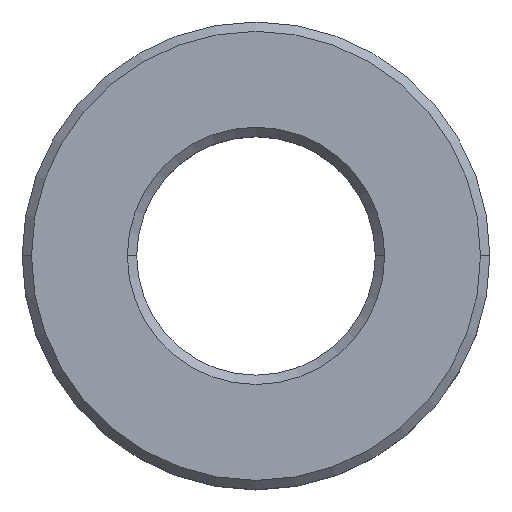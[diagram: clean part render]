
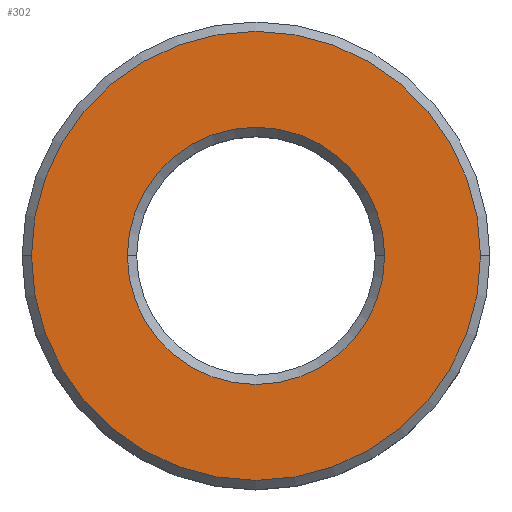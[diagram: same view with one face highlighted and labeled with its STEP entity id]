
A CAD part, top view. The second image highlights one B-rep face of the part: STEP entity #302.
In plain terms, the highlighted planar face has unit normal (0, 0, 1).
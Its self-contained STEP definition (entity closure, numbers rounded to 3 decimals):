
#25 = VERTEX_POINT ( 'NONE', #123 ) ;
#43 = CARTESIAN_POINT ( 'NONE',  ( 2.75, 0., 3.175 ) ) ;
#44 = CARTESIAN_POINT ( 'NONE',  ( -4.8, 0., 3.175 ) ) ;
#57 = CIRCLE ( 'NONE', #429, 2.75 ) ;
#71 = AXIS2_PLACEMENT_3D ( 'NONE', #416, #355, #390 ) ;
#76 = DIRECTION ( 'NONE',  ( 0., 0., 1. ) ) ;
#91 = AXIS2_PLACEMENT_3D ( 'NONE', #119, #76, #281 ) ;
#97 = CIRCLE ( 'NONE', #218, 2.75 ) ;
#100 = AXIS2_PLACEMENT_3D ( 'NONE', #443, #445, #329 ) ;
#119 = CARTESIAN_POINT ( 'NONE',  ( 0., 0., 3.175 ) ) ;
#123 = CARTESIAN_POINT ( 'NONE',  ( -2.75, 0., 3.175 ) ) ;
#132 = DIRECTION ( 'NONE',  ( 1., 0., 0. ) ) ;
#135 = DIRECTION ( 'NONE',  ( 0., 0., -1. ) ) ;
#138 = VERTEX_POINT ( 'NONE', #44 ) ;
#139 = CARTESIAN_POINT ( 'NONE',  ( 0., 0., 3.175 ) ) ;
#167 = EDGE_CURVE ( 'NONE', #321, #138, #343, .T. ) ;
#174 = CARTESIAN_POINT ( 'NONE',  ( 0., 0., 3.175 ) ) ;
#187 = ORIENTED_EDGE ( 'NONE', *, *, #368, .T. ) ;
#198 = CIRCLE ( 'NONE', #71, 4.8 ) ;
#218 = AXIS2_PLACEMENT_3D ( 'NONE', #139, #307, #300 ) ;
#219 = EDGE_CURVE ( 'NONE', #25, #400, #97, .T. ) ;
#220 = ORIENTED_EDGE ( 'NONE', *, *, #167, .T. ) ;
#253 = EDGE_LOOP ( 'NONE', ( #187, #431 ) ) ;
#271 = CARTESIAN_POINT ( 'NONE',  ( 4.8, 0., 3.175 ) ) ;
#272 = EDGE_LOOP ( 'NONE', ( #442, #220 ) ) ;
#281 = DIRECTION ( 'NONE',  ( 1., 0., 0. ) ) ;
#300 = DIRECTION ( 'NONE',  ( 1., 0., 0. ) ) ;
#302 = ADVANCED_FACE ( 'NONE', ( #316, #339 ), #415, .T. ) ;
#307 = DIRECTION ( 'NONE',  ( 0., 0., -1. ) ) ;
#309 = EDGE_CURVE ( 'NONE', #138, #321, #198, .T. ) ;
#316 = FACE_BOUND ( 'NONE', #253, .T. ) ;
#321 = VERTEX_POINT ( 'NONE', #271 ) ;
#329 = DIRECTION ( 'NONE',  ( 1., 0., 0. ) ) ;
#339 = FACE_OUTER_BOUND ( 'NONE', #272, .T. ) ;
#343 = CIRCLE ( 'NONE', #91, 4.8 ) ;
#355 = DIRECTION ( 'NONE',  ( 0., 0., 1. ) ) ;
#368 = EDGE_CURVE ( 'NONE', #400, #25, #57, .T. ) ;
#390 = DIRECTION ( 'NONE',  ( 1., 0., 0. ) ) ;
#400 = VERTEX_POINT ( 'NONE', #43 ) ;
#415 = PLANE ( 'NONE',  #100 ) ;
#416 = CARTESIAN_POINT ( 'NONE',  ( 0., 0., 3.175 ) ) ;
#429 = AXIS2_PLACEMENT_3D ( 'NONE', #174, #135, #132 ) ;
#431 = ORIENTED_EDGE ( 'NONE', *, *, #219, .T. ) ;
#442 = ORIENTED_EDGE ( 'NONE', *, *, #309, .T. ) ;
#443 = CARTESIAN_POINT ( 'NONE',  ( 0., 0., 3.175 ) ) ;
#445 = DIRECTION ( 'NONE',  ( 0., 0., 1. ) ) ;
